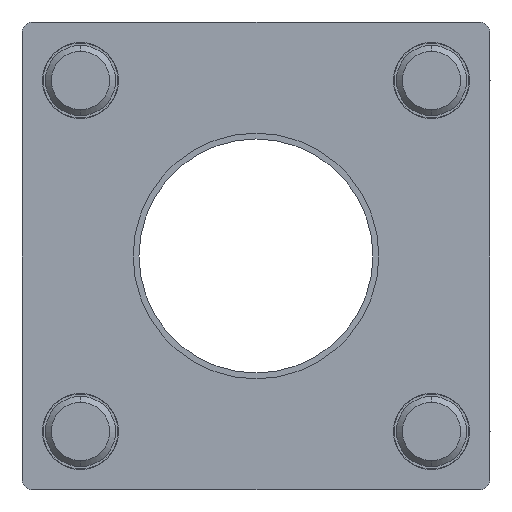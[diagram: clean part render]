
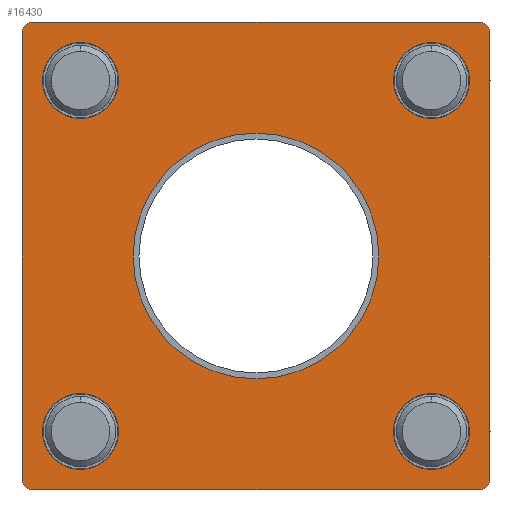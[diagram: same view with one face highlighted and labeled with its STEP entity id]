
A CAD part, left-side view. The second image highlights one B-rep face of the part: STEP entity #16430.
In plain terms, the highlighted face is planar.
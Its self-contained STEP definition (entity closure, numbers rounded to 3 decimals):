
#14930=CARTESIAN_POINT('',(1731.473,18.755,465.));
#14940=DIRECTION('',(0.,0.,1.));
#14950=DIRECTION('',(1.,0.,0.));
#14960=AXIS2_PLACEMENT_3D('',#14930,#14940,#14950);
#14970=PLANE('',#14960);
#14980=CARTESIAN_POINT('',(1735.,-15.,465.));
#14990=DIRECTION('',(0.,0.,1.));
#15000=DIRECTION('',(1.,0.,0.));
#15010=AXIS2_PLACEMENT_3D('',#14980,#14990,#15000);
#15020=CIRCLE('',#15010,3.25);
#15030=CARTESIAN_POINT('',(1738.25,-15.,465.));
#15040=VERTEX_POINT('',#15030);
#15050=CARTESIAN_POINT('',(1731.75,-15.,465.));
#15060=VERTEX_POINT('',#15050);
#15070=EDGE_CURVE('',#15040,#15060,#15020,.T.);
#15080=ORIENTED_EDGE('',*,*,#15070,.T.);
#15090=EDGE_CURVE('',#15060,#15040,#15020,.T.);
#15100=ORIENTED_EDGE('',*,*,#15090,.T.);
#15110=EDGE_LOOP('',(#15100,#15080));
#15120=FACE_BOUND('',#15110,.T.);
#15130=CARTESIAN_POINT('',(1750.,0.,465.));
#15140=DIRECTION('',(0.,0.,1.));
#15150=DIRECTION('',(1.,0.,0.));
#15160=AXIS2_PLACEMENT_3D('',#15130,#15140,#15150);
#15170=CIRCLE('',#15160,10.5);
#15180=CARTESIAN_POINT('',(1760.5,0.,465.));
#15190=VERTEX_POINT('',#15180);
#15200=CARTESIAN_POINT('',(1739.5,0.,465.));
#15210=VERTEX_POINT('',#15200);
#15220=EDGE_CURVE('',#15190,#15210,#15170,.T.);
#15230=ORIENTED_EDGE('',*,*,#15220,.T.);
#15240=EDGE_CURVE('',#15210,#15190,#15170,.T.);
#15250=ORIENTED_EDGE('',*,*,#15240,.T.);
#15260=EDGE_LOOP('',(#15250,#15230));
#15270=FACE_BOUND('',#15260,.T.);
#15280=CARTESIAN_POINT('',(1735.,15.,465.));
#15290=DIRECTION('',(0.,0.,1.));
#15300=DIRECTION('',(1.,0.,0.));
#15310=AXIS2_PLACEMENT_3D('',#15280,#15290,#15300);
#15320=CIRCLE('',#15310,3.25);
#15330=CARTESIAN_POINT('',(1738.25,15.,465.));
#15340=VERTEX_POINT('',#15330);
#15350=CARTESIAN_POINT('',(1731.75,15.,465.));
#15360=VERTEX_POINT('',#15350);
#15370=EDGE_CURVE('',#15340,#15360,#15320,.T.);
#15380=ORIENTED_EDGE('',*,*,#15370,.T.);
#15390=EDGE_CURVE('',#15360,#15340,#15320,.T.);
#15400=ORIENTED_EDGE('',*,*,#15390,.T.);
#15410=EDGE_LOOP('',(#15400,#15380));
#15420=FACE_BOUND('',#15410,.T.);
#15430=CARTESIAN_POINT('',(1765.,-15.,465.));
#15440=DIRECTION('',(0.,0.,1.));
#15450=DIRECTION('',(1.,0.,0.));
#15460=AXIS2_PLACEMENT_3D('',#15430,#15440,#15450);
#15470=CIRCLE('',#15460,3.25);
#15480=CARTESIAN_POINT('',(1768.25,-15.,465.));
#15490=VERTEX_POINT('',#15480);
#15500=CARTESIAN_POINT('',(1761.75,-15.,465.));
#15510=VERTEX_POINT('',#15500);
#15520=EDGE_CURVE('',#15490,#15510,#15470,.T.);
#15530=ORIENTED_EDGE('',*,*,#15520,.T.);
#15540=EDGE_CURVE('',#15510,#15490,#15470,.T.);
#15550=ORIENTED_EDGE('',*,*,#15540,.T.);
#15560=EDGE_LOOP('',(#15550,#15530));
#15570=FACE_BOUND('',#15560,.T.);
#15580=CARTESIAN_POINT('',(1765.,15.,465.));
#15590=DIRECTION('',(0.,0.,1.));
#15600=DIRECTION('',(1.,0.,0.));
#15610=AXIS2_PLACEMENT_3D('',#15580,#15590,#15600);
#15620=CIRCLE('',#15610,3.25);
#15630=CARTESIAN_POINT('',(1768.25,15.,465.));
#15640=VERTEX_POINT('',#15630);
#15650=CARTESIAN_POINT('',(1761.75,15.,465.));
#15660=VERTEX_POINT('',#15650);
#15670=EDGE_CURVE('',#15640,#15660,#15620,.T.);
#15680=ORIENTED_EDGE('',*,*,#15670,.T.);
#15690=EDGE_CURVE('',#15660,#15640,#15620,.T.);
#15700=ORIENTED_EDGE('',*,*,#15690,.T.);
#15710=EDGE_LOOP('',(#15700,#15680));
#15720=FACE_BOUND('',#15710,.T.);
#15730=CARTESIAN_POINT('',(1769.,-19.,465.));
#15740=DIRECTION('',(0.,0.,1.));
#15750=DIRECTION('',(1.,0.,0.));
#15760=AXIS2_PLACEMENT_3D('',#15730,#15740,#15750);
#15770=CIRCLE('',#15760,1.);
#15780=CARTESIAN_POINT('',(1769.,-20.,465.));
#15790=VERTEX_POINT('',#15780);
#15800=CARTESIAN_POINT('',(1770.,-19.,465.));
#15810=VERTEX_POINT('',#15800);
#15820=EDGE_CURVE('',#15790,#15810,#15770,.T.);
#15830=ORIENTED_EDGE('',*,*,#15820,.F.);
#15840=CARTESIAN_POINT('',(1770.,20.,465.));
#15850=DIRECTION('',(0.,-1.,0.));
#15860=VECTOR('',#15850,1.);
#15870=LINE('',#15840,#15860);
#15880=CARTESIAN_POINT('',(1770.,19.,465.));
#15890=VERTEX_POINT('',#15880);
#15900=EDGE_CURVE('',#15890,#15810,#15870,.T.);
#15910=ORIENTED_EDGE('',*,*,#15900,.T.);
#15920=CARTESIAN_POINT('',(1769.,19.,465.));
#15930=DIRECTION('',(0.,0.,1.));
#15940=DIRECTION('',(1.,0.,0.));
#15950=AXIS2_PLACEMENT_3D('',#15920,#15930,#15940);
#15960=CIRCLE('',#15950,1.);
#15970=CARTESIAN_POINT('',(1769.,20.,465.));
#15980=VERTEX_POINT('',#15970);
#15990=EDGE_CURVE('',#15890,#15980,#15960,.T.);
#16000=ORIENTED_EDGE('',*,*,#15990,.F.);
#16010=CARTESIAN_POINT('',(1730.,20.,465.));
#16020=DIRECTION('',(1.,0.,0.));
#16030=VECTOR('',#16020,1.);
#16040=LINE('',#16010,#16030);
#16050=CARTESIAN_POINT('',(1731.,20.,465.));
#16060=VERTEX_POINT('',#16050);
#16070=EDGE_CURVE('',#16060,#15980,#16040,.T.);
#16080=ORIENTED_EDGE('',*,*,#16070,.T.);
#16090=CARTESIAN_POINT('',(1731.,19.,465.));
#16100=DIRECTION('',(0.,0.,1.));
#16110=DIRECTION('',(1.,0.,0.));
#16120=AXIS2_PLACEMENT_3D('',#16090,#16100,#16110);
#16130=CIRCLE('',#16120,1.);
#16140=CARTESIAN_POINT('',(1730.,19.,465.));
#16150=VERTEX_POINT('',#16140);
#16160=EDGE_CURVE('',#16060,#16150,#16130,.T.);
#16170=ORIENTED_EDGE('',*,*,#16160,.F.);
#16180=CARTESIAN_POINT('',(1730.,-20.,465.));
#16190=DIRECTION('',(0.,1.,0.));
#16200=VECTOR('',#16190,1.);
#16210=LINE('',#16180,#16200);
#16220=CARTESIAN_POINT('',(1730.,-19.,465.));
#16230=VERTEX_POINT('',#16220);
#16240=EDGE_CURVE('',#16230,#16150,#16210,.T.);
#16250=ORIENTED_EDGE('',*,*,#16240,.T.);
#16260=CARTESIAN_POINT('',(1731.,-19.,465.));
#16270=DIRECTION('',(0.,0.,1.));
#16280=DIRECTION('',(1.,0.,0.));
#16290=AXIS2_PLACEMENT_3D('',#16260,#16270,#16280);
#16300=CIRCLE('',#16290,1.);
#16310=CARTESIAN_POINT('',(1731.,-20.,465.));
#16320=VERTEX_POINT('',#16310);
#16330=EDGE_CURVE('',#16230,#16320,#16300,.T.);
#16340=ORIENTED_EDGE('',*,*,#16330,.F.);
#16350=CARTESIAN_POINT('',(1770.,-20.,465.));
#16360=DIRECTION('',(-1.,0.,0.));
#16370=VECTOR('',#16360,1.);
#16380=LINE('',#16350,#16370);
#16390=EDGE_CURVE('',#15790,#16320,#16380,.T.);
#16400=ORIENTED_EDGE('',*,*,#16390,.T.);
#16410=EDGE_LOOP('',(#16400,#16340,#16250,#16170,#16080,#16000,#15910,
#15830));
#16420=FACE_OUTER_BOUND('',#16410,.T.);
#16430=ADVANCED_FACE('',(#15120,#15270,#15420,#15570,#15720,#16420),
#14970,.F.);
